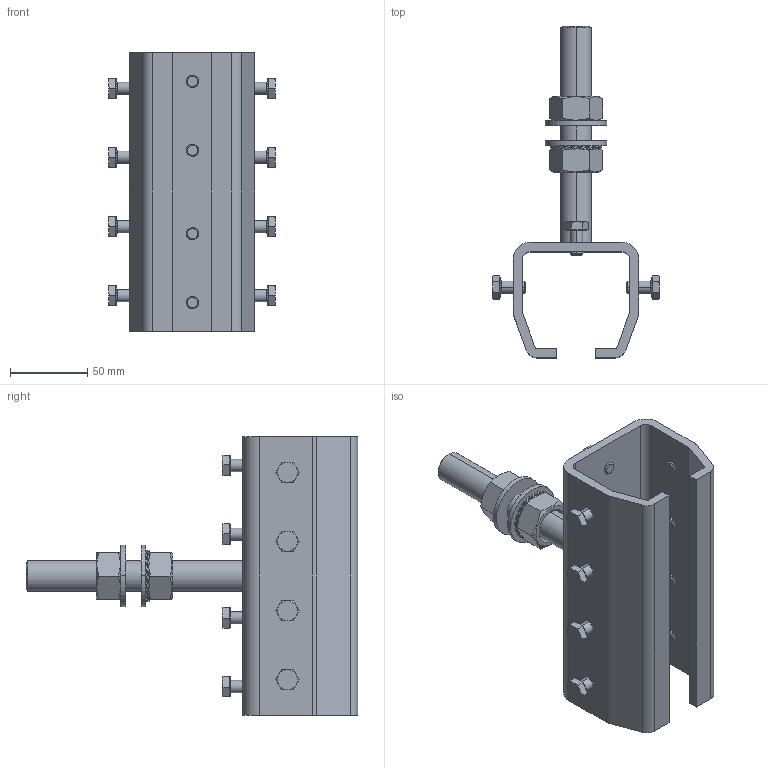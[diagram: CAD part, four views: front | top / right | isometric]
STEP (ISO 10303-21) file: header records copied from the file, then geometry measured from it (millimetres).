
FILE_DESCRIPTION (( 'STEP AP203' ), '1' );
FILE_NAME ('1.25.B11.STEP', '2018-03-14T15:28:05', ( '' ), ( '' ), 'SwSTEP 2.0', 'SolidWorks 2017', '' );
FILE_SCHEMA (( 'CONFIG_CONTROL_DESIGN' ));
Products named in the file (1): 1.25.B11
Bounding box: 107.9 x 214.5 x 180 mm (x, y, z)
Volume: 339956.4 mm3; surface area: 126015.5 mm2
Topology: 19 solids, 19 shells, 1464 faces, 4016 edges, 2602 vertices
Faces by surface type: cylinder 1098, plane 222, cone 114, torus 24, bspline 6
Entity records: 56447 total; most frequent: CARTESIAN_POINT 25151, ORIENTED_EDGE 8032, DIRECTION 4324, EDGE_CURVE 4016, B_SPLINE_CURVE_WITH_KNOTS 2964, VERTEX_POINT 2602, AXIS2_PLACEMENT_3D 1945, EDGE_LOOP 1510
